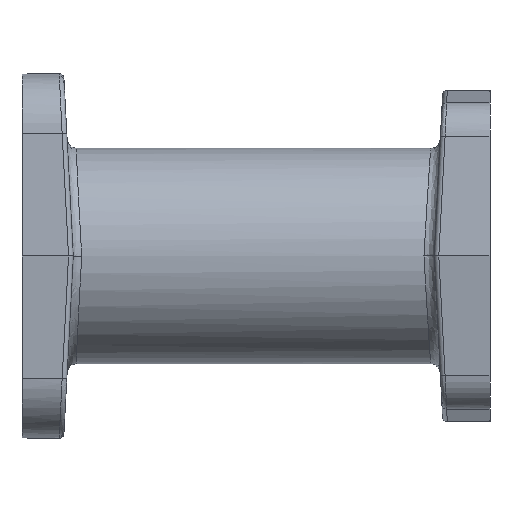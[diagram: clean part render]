
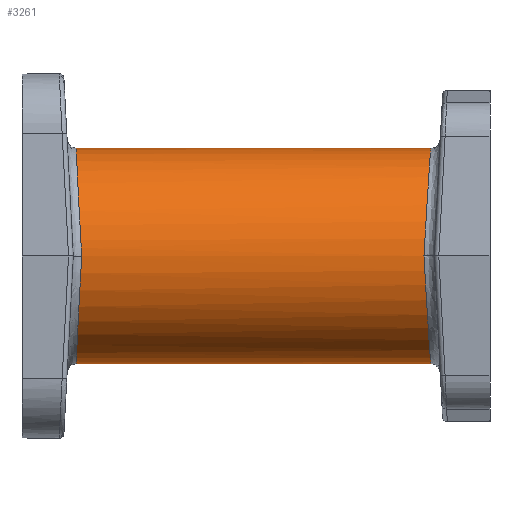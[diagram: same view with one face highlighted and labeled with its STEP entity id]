
A CAD part, front view. The second image highlights one B-rep face of the part: STEP entity #3261.
In plain terms, the highlighted cylindrical face has radius 36.513 mm (diameter 73.025 mm), a partial arc.
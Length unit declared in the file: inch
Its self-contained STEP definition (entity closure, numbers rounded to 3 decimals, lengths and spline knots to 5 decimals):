
#776=CARTESIAN_POINT('',(0.92731,-1.35905,
0.));
#777=CARTESIAN_POINT('',(0.92283,-1.35945,
-0.07863));
#778=CARTESIAN_POINT('',(0.91398,-1.34726,
-0.23572));
#779=CARTESIAN_POINT('',(0.90143,-1.29093,
-0.46392));
#780=CARTESIAN_POINT('',(0.88983,-1.19792,
-0.68049));
#781=CARTESIAN_POINT('',(0.87939,-1.06837,
-0.88182));
#782=CARTESIAN_POINT('',(0.87066,-0.90815,
-1.05712));
#783=CARTESIAN_POINT('',(0.86411,-0.73093,
-1.19672));
#784=CARTESIAN_POINT('',(0.85966,-0.54856,
-1.30006));
#785=CARTESIAN_POINT('',(0.85704,-0.36958,
-1.3707));
#786=CARTESIAN_POINT('',(0.85592,-0.2014,
-1.41346));
#787=CARTESIAN_POINT('',(0.85593,-0.04943,
-1.43422));
#788=CARTESIAN_POINT('',(0.85643,0.0379,
-1.4375));
#789=CARTESIAN_POINT('',(0.85675,0.07797,
-1.4375));
#815=DIRECTION('',(0.996,0.091,0.));
#816=VECTOR('',#815,4.7536);
#817=CARTESIAN_POINT('',(0.85675,0.07797,1.4375));
#818=LINE('',#817,#816);
#839=CARTESIAN_POINT('',(0.85675,0.07797,1.4375));
#840=CARTESIAN_POINT('',(0.85644,0.03837,1.4375));
#841=CARTESIAN_POINT('',(0.85594,-0.0481,
1.4343));
#842=CARTESIAN_POINT('',(0.85592,-0.19902,
1.41389));
#843=CARTESIAN_POINT('',(0.85701,-0.36647,
1.37167));
#844=CARTESIAN_POINT('',(0.85959,-0.54509,
1.3017));
#845=CARTESIAN_POINT('',(0.864,-0.72743,
1.19905));
#846=CARTESIAN_POINT('',(0.87052,-0.90501,
1.06005));
#847=CARTESIAN_POINT('',(0.87923,-1.06611,
0.88482));
#848=CARTESIAN_POINT('',(0.8897,-1.19669,
0.68293));
#849=CARTESIAN_POINT('',(0.90134,-1.29042,
0.46559));
#850=CARTESIAN_POINT('',(0.91393,-1.34716,
0.2366));
#851=CARTESIAN_POINT('',(0.92281,-1.35946,
0.07893));
#852=CARTESIAN_POINT('',(0.92731,-1.35905,
0.));
#868=CARTESIAN_POINT('',(0.85675,0.07797,1.4375));
#886=DIRECTION('',(0.996,0.091,0.));
#887=VECTOR('',#886,4.7536);
#888=CARTESIAN_POINT('',(0.85675,0.07797,
-1.4375));
#889=LINE('',#888,#887);
#911=CARTESIAN_POINT('',(0.85675,0.07797,
-1.4375));
#996=CARTESIAN_POINT('',(5.59078,0.5088,-1.4375));
#997=CARTESIAN_POINT('',(5.59051,0.47367,-1.4375));
#998=CARTESIAN_POINT('',(5.58977,0.3979,-1.43496));
#999=CARTESIAN_POINT('',(5.58789,0.26868,-1.41973));
#1000=CARTESIAN_POINT('',(5.585,0.12505,
-1.38877));
#1001=CARTESIAN_POINT('',(5.58085,-0.03065,
-1.33736));
#1002=CARTESIAN_POINT('',(5.5752,-0.19481,
-1.26065));
#1003=CARTESIAN_POINT('',(5.5678,-0.36253,
-1.1538));
#1004=CARTESIAN_POINT('',(5.55849,-0.52642,
-1.0129));
#1005=CARTESIAN_POINT('',(5.54749,-0.67404,
-0.83988));
#1006=CARTESIAN_POINT('',(5.53545,-0.79287,
-0.64486));
#1007=CARTESIAN_POINT('',(5.52302,-0.8781,
-0.43817));
#1008=CARTESIAN_POINT('',(5.51032,-0.93041,
-0.22222));
#1009=CARTESIAN_POINT('',(5.50179,-0.94274,
-0.07411));
#1010=CARTESIAN_POINT('',(5.49757,-0.94312,
0.));
#1360=CARTESIAN_POINT('',(5.49757,-0.94312,
0.));
#1361=CARTESIAN_POINT('',(5.5018,-0.94274,
0.07434));
#1362=CARTESIAN_POINT('',(5.51036,-0.93033,
0.22293));
#1363=CARTESIAN_POINT('',(5.5231,-0.87771,
0.43949));
#1364=CARTESIAN_POINT('',(5.53557,-0.79192,
0.64684));
#1365=CARTESIAN_POINT('',(5.54765,-0.67223,
0.84245));
#1366=CARTESIAN_POINT('',(5.55866,-0.52383,
1.01552));
#1367=CARTESIAN_POINT('',(5.56794,-0.35961,
1.15594));
#1368=CARTESIAN_POINT('',(5.57531,-0.19195,
1.2622));
#1369=CARTESIAN_POINT('',(5.58093,-0.02799,
1.3384));
#1370=CARTESIAN_POINT('',(5.58505,0.12732,1.38937));
#1371=CARTESIAN_POINT('',(5.58792,0.27037,1.41999));
#1372=CARTESIAN_POINT('',(5.58978,0.39885,1.43501));
#1373=CARTESIAN_POINT('',(5.59051,0.474,1.4375));
#1374=CARTESIAN_POINT('',(5.59078,0.5088,1.4375));
#1797=VERTEX_POINT('',#868);
#1801=VERTEX_POINT('',#852);
#1803=VERTEX_POINT('',#911);
#1804=VERTEX_POINT('',#1360);
#1805=VERTEX_POINT('',#1374);
#1811=VERTEX_POINT('',#996);
#3243=CARTESIAN_POINT('',(-2.55868,-0.23286,0.));
#3244=DIRECTION('',(0.996,0.091,0.));
#3245=DIRECTION('',(0.,0.,1.));
#3246=AXIS2_PLACEMENT_3D('',#3243,#3244,#3245);
#3247=CYLINDRICAL_SURFACE('',#3246,1.4375);
#3249=ORIENTED_EDGE('',*,*,#3248,.F.);
#3251=ORIENTED_EDGE('',*,*,#3250,.T.);
#3253=ORIENTED_EDGE('',*,*,#3252,.F.);
#3255=ORIENTED_EDGE('',*,*,#3254,.F.);
#3257=ORIENTED_EDGE('',*,*,#3256,.F.);
#3258=ORIENTED_EDGE('',*,*,#3233,.F.);
#3259=EDGE_LOOP('',(#3249,#3251,#3253,#3255,#3257,#3258));
#3260=FACE_OUTER_BOUND('',#3259,.F.);
#3261=ADVANCED_FACE('',(#3260),#3247,.T.);
#790=B_SPLINE_CURVE_WITH_KNOTS('',3,(#776,#777,#778,#779,#780,#781,#782,#783,
#784,#785,#786,#787,#788,#789),.UNSPECIFIED.,.F.,.F.,(4,1,1,1,1,1,1,1,1,1,1,4),(
0.,0.09091,0.18182,0.27273,0.36364,
0.45455,0.54545,0.63636,0.72727,
0.81818,0.90909,1.),.UNSPECIFIED.);
#853=B_SPLINE_CURVE_WITH_KNOTS('',3,(#839,#840,#841,#842,#843,#844,#845,#846,
#847,#848,#849,#850,#851,#852),.UNSPECIFIED.,.F.,.F.,(4,1,1,1,1,1,1,1,1,1,1,4),(
0.,0.09091,0.18182,0.27273,0.36364,
0.45455,0.54545,0.63636,0.72727,
0.81818,0.90909,1.),.UNSPECIFIED.);
#1011=B_SPLINE_CURVE_WITH_KNOTS('',3,(#996,#997,#998,#999,#1000,#1001,#1002,
#1003,#1004,#1005,#1006,#1007,#1008,#1009,#1010),.UNSPECIFIED.,.F.,.F.,(4,1,1,1,
1,1,1,1,1,1,1,1,4),(0.,0.08333,0.16667,0.25,
0.33333,0.41667,0.5,0.58333,0.66667,
0.75,0.83333,0.91667,1.),.UNSPECIFIED.);
#1375=B_SPLINE_CURVE_WITH_KNOTS('',3,(#1360,#1361,#1362,#1363,#1364,#1365,#1366,
#1367,#1368,#1369,#1370,#1371,#1372,#1373,#1374),.UNSPECIFIED.,.F.,.F.,(4,1,1,1,
1,1,1,1,1,1,1,1,4),(0.,0.08333,0.16667,0.25,
0.33333,0.41667,0.5,0.58333,0.66667,
0.75,0.83333,0.91667,1.),.UNSPECIFIED.);
#3233=EDGE_CURVE('',#1801,#1803,#790,.T.);
#3248=EDGE_CURVE('',#1797,#1801,#853,.T.);
#3250=EDGE_CURVE('',#1797,#1805,#818,.T.);
#3252=EDGE_CURVE('',#1804,#1805,#1375,.T.);
#3254=EDGE_CURVE('',#1811,#1804,#1011,.T.);
#3256=EDGE_CURVE('',#1803,#1811,#889,.T.);
